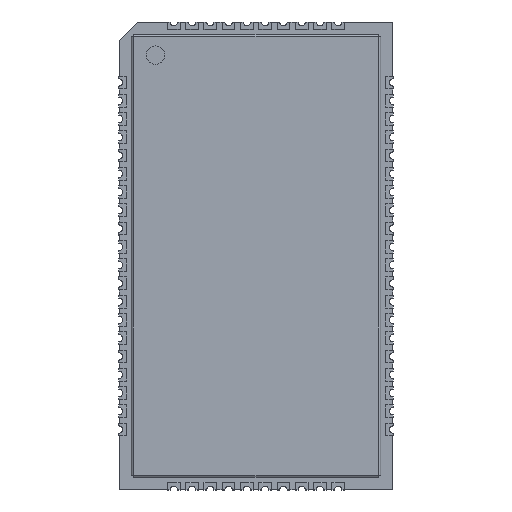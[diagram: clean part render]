
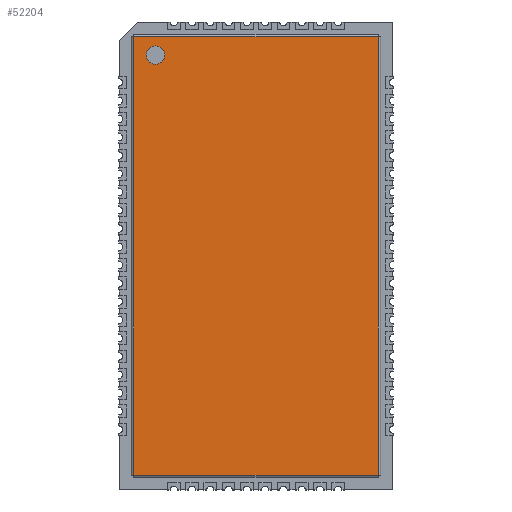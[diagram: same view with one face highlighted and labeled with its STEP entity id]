
A CAD part, top view. The second image highlights one B-rep face of the part: STEP entity #52204.
In plain terms, the highlighted planar face has unit normal (0, 0, 1).
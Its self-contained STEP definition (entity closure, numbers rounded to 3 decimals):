
#51608 = VERTEX_POINT('',#51609);
#51609 = CARTESIAN_POINT('',(6.7,-12.,2.3));
#51624 = CYLINDRICAL_SURFACE('',#51625,0.12);
#51625 = AXIS2_PLACEMENT_3D('',#51626,#51627,#51628);
#51626 = CARTESIAN_POINT('',(6.7,-12.,2.18));
#51627 = DIRECTION('',(0.,1.,0.));
#51628 = DIRECTION('',(0.,0.,1.));
#51901 = VERTEX_POINT('',#51902);
#51902 = CARTESIAN_POINT('',(6.7,12.,2.3));
#51924 = EDGE_CURVE('',#51608,#51901,#51925,.T.);
#51925 = SURFACE_CURVE('',#51926,(#51930,#51936),.PCURVE_S1.);
#51926 = LINE('',#51927,#51928);
#51927 = CARTESIAN_POINT('',(6.7,-12.,2.3));
#51928 = VECTOR('',#51929,1.);
#51929 = DIRECTION('',(0.,1.,0.));
#51930 = PCURVE('',#51624,#51931);
#51931 = DEFINITIONAL_REPRESENTATION('',(#51932),#51935);
#51932 = B_SPLINE_CURVE_WITH_KNOTS('',1,(#51933,#51934),.UNSPECIFIED.,
  .F.,.F.,(2,2),(0.,24.),.PIECEWISE_BEZIER_KNOTS.);
#51933 = CARTESIAN_POINT('',(0.,0.));
#51934 = CARTESIAN_POINT('',(0.,24.));
#51935 = ( GEOMETRIC_REPRESENTATION_CONTEXT(2) 
PARAMETRIC_REPRESENTATION_CONTEXT() REPRESENTATION_CONTEXT('2D SPACE',''
  ) );
#51936 = PCURVE('',#51937,#51942);
#51937 = PLANE('',#51938);
#51938 = AXIS2_PLACEMENT_3D('',#51939,#51940,#51941);
#51939 = CARTESIAN_POINT('',(-6.7,-12.,2.3));
#51940 = DIRECTION('',(0.,0.,1.));
#51941 = DIRECTION('',(1.,0.,0.));
#51942 = DEFINITIONAL_REPRESENTATION('',(#51943),#51947);
#51943 = LINE('',#51944,#51945);
#51944 = CARTESIAN_POINT('',(13.4,0.));
#51945 = VECTOR('',#51946,1.);
#51946 = DIRECTION('',(0.,1.));
#51947 = ( GEOMETRIC_REPRESENTATION_CONTEXT(2) 
PARAMETRIC_REPRESENTATION_CONTEXT() REPRESENTATION_CONTEXT('2D SPACE',''
  ) );
#51969 = CYLINDRICAL_SURFACE('',#51970,0.12);
#51970 = AXIS2_PLACEMENT_3D('',#51971,#51972,#51973);
#51971 = CARTESIAN_POINT('',(-6.7,-12.,2.18));
#51972 = DIRECTION('',(1.,0.,0.));
#51973 = DIRECTION('',(0.,0.,1.));
#52193 = CYLINDRICAL_SURFACE('',#52194,0.5);
#52194 = AXIS2_PLACEMENT_3D('',#52195,#52196,#52197);
#52195 = CARTESIAN_POINT('',(-5.5,11.,0.));
#52196 = DIRECTION('',(0.,0.,1.));
#52197 = DIRECTION('',(1.,0.,0.));
#52204 = ADVANCED_FACE('',(#52205,#52282),#51937,.T.);
#52205 = FACE_BOUND('',#52206,.T.);
#52206 = EDGE_LOOP('',(#52207,#52236,#52256,#52257));
#52207 = ORIENTED_EDGE('',*,*,#52208,.F.);
#52208 = EDGE_CURVE('',#52209,#52211,#52213,.T.);
#52209 = VERTEX_POINT('',#52210);
#52210 = CARTESIAN_POINT('',(-6.7,-12.,2.3));
#52211 = VERTEX_POINT('',#52212);
#52212 = CARTESIAN_POINT('',(-6.7,12.,2.3));
#52213 = SURFACE_CURVE('',#52214,(#52218,#52225),.PCURVE_S1.);
#52214 = LINE('',#52215,#52216);
#52215 = CARTESIAN_POINT('',(-6.7,-12.,2.3));
#52216 = VECTOR('',#52217,1.);
#52217 = DIRECTION('',(0.,1.,0.));
#52218 = PCURVE('',#51937,#52219);
#52219 = DEFINITIONAL_REPRESENTATION('',(#52220),#52224);
#52220 = LINE('',#52221,#52222);
#52221 = CARTESIAN_POINT('',(0.,0.));
#52222 = VECTOR('',#52223,1.);
#52223 = DIRECTION('',(0.,1.));
#52224 = ( GEOMETRIC_REPRESENTATION_CONTEXT(2) 
PARAMETRIC_REPRESENTATION_CONTEXT() REPRESENTATION_CONTEXT('2D SPACE',''
  ) );
#52225 = PCURVE('',#52226,#52231);
#52226 = CYLINDRICAL_SURFACE('',#52227,0.12);
#52227 = AXIS2_PLACEMENT_3D('',#52228,#52229,#52230);
#52228 = CARTESIAN_POINT('',(-6.7,-12.,2.18));
#52229 = DIRECTION('',(0.,1.,0.));
#52230 = DIRECTION('',(0.,0.,1.));
#52231 = DEFINITIONAL_REPRESENTATION('',(#52232),#52235);
#52232 = B_SPLINE_CURVE_WITH_KNOTS('',1,(#52233,#52234),.UNSPECIFIED.,
  .F.,.F.,(2,2),(0.,24.),.PIECEWISE_BEZIER_KNOTS.);
#52233 = CARTESIAN_POINT('',(0.,0.));
#52234 = CARTESIAN_POINT('',(0.,24.));
#52235 = ( GEOMETRIC_REPRESENTATION_CONTEXT(2) 
PARAMETRIC_REPRESENTATION_CONTEXT() REPRESENTATION_CONTEXT('2D SPACE',''
  ) );
#52236 = ORIENTED_EDGE('',*,*,#52237,.T.);
#52237 = EDGE_CURVE('',#52209,#51608,#52238,.T.);
#52238 = SURFACE_CURVE('',#52239,(#52243,#52250),.PCURVE_S1.);
#52239 = LINE('',#52240,#52241);
#52240 = CARTESIAN_POINT('',(-6.7,-12.,2.3));
#52241 = VECTOR('',#52242,1.);
#52242 = DIRECTION('',(1.,0.,0.));
#52243 = PCURVE('',#51937,#52244);
#52244 = DEFINITIONAL_REPRESENTATION('',(#52245),#52249);
#52245 = LINE('',#52246,#52247);
#52246 = CARTESIAN_POINT('',(0.,0.));
#52247 = VECTOR('',#52248,1.);
#52248 = DIRECTION('',(1.,0.));
#52249 = ( GEOMETRIC_REPRESENTATION_CONTEXT(2) 
PARAMETRIC_REPRESENTATION_CONTEXT() REPRESENTATION_CONTEXT('2D SPACE',''
  ) );
#52250 = PCURVE('',#51969,#52251);
#52251 = DEFINITIONAL_REPRESENTATION('',(#52252),#52255);
#52252 = B_SPLINE_CURVE_WITH_KNOTS('',1,(#52253,#52254),.UNSPECIFIED.,
  .F.,.F.,(2,2),(0.,13.4),.PIECEWISE_BEZIER_KNOTS.);
#52253 = CARTESIAN_POINT('',(0.,0.));
#52254 = CARTESIAN_POINT('',(0.,13.4));
#52255 = ( GEOMETRIC_REPRESENTATION_CONTEXT(2) 
PARAMETRIC_REPRESENTATION_CONTEXT() REPRESENTATION_CONTEXT('2D SPACE',''
  ) );
#52256 = ORIENTED_EDGE('',*,*,#51924,.T.);
#52257 = ORIENTED_EDGE('',*,*,#52258,.F.);
#52258 = EDGE_CURVE('',#52211,#51901,#52259,.T.);
#52259 = SURFACE_CURVE('',#52260,(#52264,#52271),.PCURVE_S1.);
#52260 = LINE('',#52261,#52262);
#52261 = CARTESIAN_POINT('',(-6.7,12.,2.3));
#52262 = VECTOR('',#52263,1.);
#52263 = DIRECTION('',(1.,0.,0.));
#52264 = PCURVE('',#51937,#52265);
#52265 = DEFINITIONAL_REPRESENTATION('',(#52266),#52270);
#52266 = LINE('',#52267,#52268);
#52267 = CARTESIAN_POINT('',(0.,24.));
#52268 = VECTOR('',#52269,1.);
#52269 = DIRECTION('',(1.,0.));
#52270 = ( GEOMETRIC_REPRESENTATION_CONTEXT(2) 
PARAMETRIC_REPRESENTATION_CONTEXT() REPRESENTATION_CONTEXT('2D SPACE',''
  ) );
#52271 = PCURVE('',#52272,#52277);
#52272 = CYLINDRICAL_SURFACE('',#52273,0.12);
#52273 = AXIS2_PLACEMENT_3D('',#52274,#52275,#52276);
#52274 = CARTESIAN_POINT('',(-6.7,12.,2.18));
#52275 = DIRECTION('',(1.,0.,0.));
#52276 = DIRECTION('',(0.,0.,1.));
#52277 = DEFINITIONAL_REPRESENTATION('',(#52278),#52281);
#52278 = B_SPLINE_CURVE_WITH_KNOTS('',1,(#52279,#52280),.UNSPECIFIED.,
  .F.,.F.,(2,2),(0.,13.4),.PIECEWISE_BEZIER_KNOTS.);
#52279 = CARTESIAN_POINT('',(0.,0.));
#52280 = CARTESIAN_POINT('',(0.,13.4));
#52281 = ( GEOMETRIC_REPRESENTATION_CONTEXT(2) 
PARAMETRIC_REPRESENTATION_CONTEXT() REPRESENTATION_CONTEXT('2D SPACE',''
  ) );
#52282 = FACE_BOUND('',#52283,.T.);
#52283 = EDGE_LOOP('',(#52284));
#52284 = ORIENTED_EDGE('',*,*,#52285,.F.);
#52285 = EDGE_CURVE('',#52286,#52286,#52288,.T.);
#52286 = VERTEX_POINT('',#52287);
#52287 = CARTESIAN_POINT('',(-5.,11.,2.3));
#52288 = SURFACE_CURVE('',#52289,(#52294,#52301),.PCURVE_S1.);
#52289 = CIRCLE('',#52290,0.5);
#52290 = AXIS2_PLACEMENT_3D('',#52291,#52292,#52293);
#52291 = CARTESIAN_POINT('',(-5.5,11.,2.3));
#52292 = DIRECTION('',(0.,0.,1.));
#52293 = DIRECTION('',(1.,0.,0.));
#52294 = PCURVE('',#51937,#52295);
#52295 = DEFINITIONAL_REPRESENTATION('',(#52296),#52300);
#52296 = CIRCLE('',#52297,0.5);
#52297 = AXIS2_PLACEMENT_2D('',#52298,#52299);
#52298 = CARTESIAN_POINT('',(1.2,23.));
#52299 = DIRECTION('',(1.,0.));
#52300 = ( GEOMETRIC_REPRESENTATION_CONTEXT(2) 
PARAMETRIC_REPRESENTATION_CONTEXT() REPRESENTATION_CONTEXT('2D SPACE',''
  ) );
#52301 = PCURVE('',#52193,#52302);
#52302 = DEFINITIONAL_REPRESENTATION('',(#52303),#52307);
#52303 = LINE('',#52304,#52305);
#52304 = CARTESIAN_POINT('',(0.,2.3));
#52305 = VECTOR('',#52306,1.);
#52306 = DIRECTION('',(1.,0.));
#52307 = ( GEOMETRIC_REPRESENTATION_CONTEXT(2) 
PARAMETRIC_REPRESENTATION_CONTEXT() REPRESENTATION_CONTEXT('2D SPACE',''
  ) );
